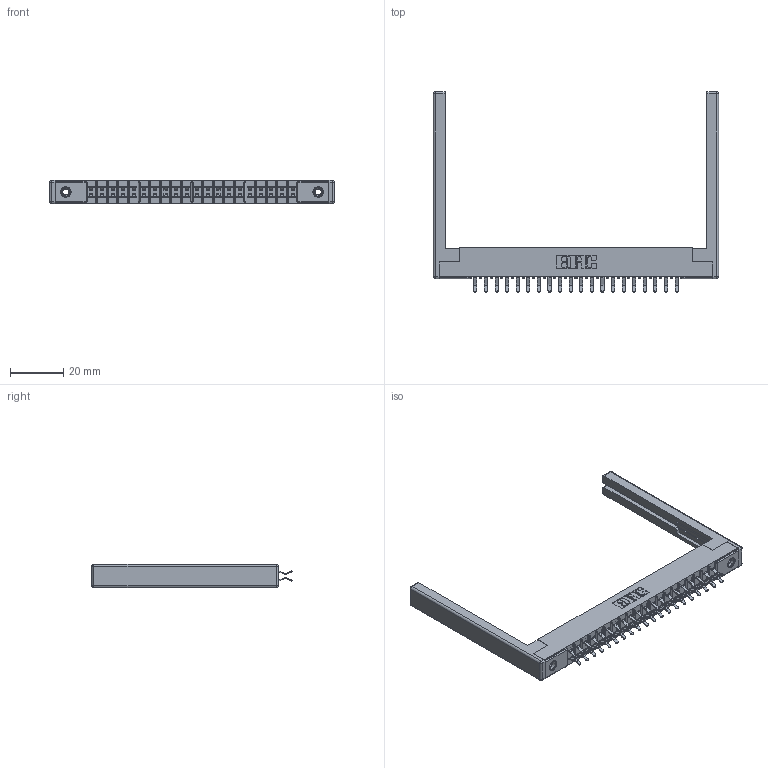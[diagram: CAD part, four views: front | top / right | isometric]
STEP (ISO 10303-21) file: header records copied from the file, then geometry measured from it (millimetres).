
FILE_DESCRIPTION (( 'STEP AP203' ), '1' );
FILE_NAME ('355-040-556-568.STEP', '2019-09-11T13:29:37', ( '' ), ( '' ), 'SwSTEP 2.0', 'SolidWorks 2016', '' );
FILE_SCHEMA (( 'CONFIG_CONTROL_DESIGN' ));
Length unit declared in the file: inch
Products named in the file (5): 305 Part_.156 Dia; 305-290-001_556; 307-220-068; 345-250-001_345-250-001-102; 355-040-556-568
Assembly tree (45 placements, depth 2):
  355-040-556-568
    305 Part_.156 Dia
    305-290-001_556  x40
    345-250-001_345-250-001-102  x2
    307-220-068  x2
Bounding box: 106.68 x 74.93 x 8.71 mm (x, y, z)
Volume: 10980.3 mm3; surface area: 16654.3 mm2
Topology: 45 solids, 45 shells, 2510 faces, 7166 edges, 4648 vertices
Faces by surface type: plane 1396, cylinder 1010, sphere 88, cone 12, torus 4
Entity records: 27314 total; most frequent: CARTESIAN_POINT 4495, ORIENTED_EDGE 4450, DIRECTION 4389, EDGE_CURVE 2225, LINE 1761, VECTOR 1761, VERTEX_POINT 1420, AXIS2_PLACEMENT_3D 1314
